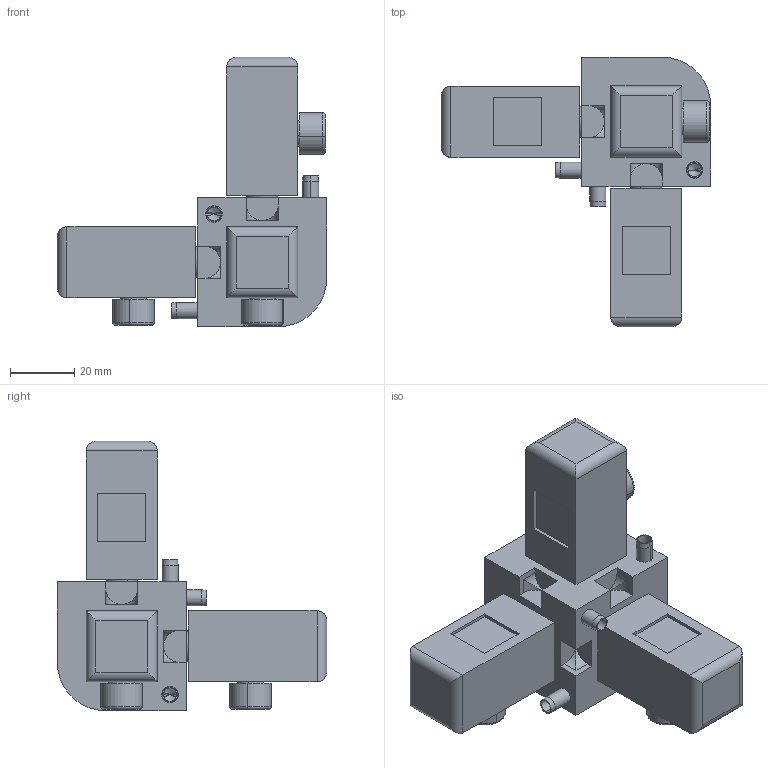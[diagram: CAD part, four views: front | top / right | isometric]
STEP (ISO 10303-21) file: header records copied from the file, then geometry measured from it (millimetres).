
FILE_DESCRIPTION(('Creo Elements/Direct Modeling STEP Export'),'2;1');
FILE_NAME('PX175449_0.stp','2022-05-04T11:33:54',(''),(''),'PTC Creo Elements/Direct Modeling STEP processor for AP214 (Solid Model)','PTC Creo Elements/Direct Modeling 19.0C 15-Aug-2015 (C) Parametric Technology GmbH','');
FILE_SCHEMA(('AUTOMOTIVE_DESIGN { 1 0 10303 214 1 1 1 1 }'));
Length unit declared in the file: millimetre
Products named in the file (6): Profileinsatz-MMS-44_Kunststoff_96.4001_PX171730.3; Eckelement-MMS-44_Abgerundet_96.4018_PX175448; Spannschraube-MMS-4455_Verbinder_96.4005_PX171732.1; Gewindebolzen-MMS-44_Eckverbinder-Hammer_96.4016_PX175419; Spiralspannstift-ISO8750_5x12-St_11792_PX174704.1; Eckelement-MMS-44_abgerundet_44.0045.6_PX175449
Assembly tree (13 placements, depth 2):
  Eckelement-MMS-44_abgerundet_44.0045.6_PX175449
    Spiralspannstift-ISO8750_5x12-St_11792_PX174704.1  x3
    Profileinsatz-MMS-44_Kunststoff_96.4001_PX171730.3  x3
    Gewindebolzen-MMS-44_Eckverbinder-Hammer_96.4016_PX175419  x3
    Spannschraube-MMS-4455_Verbinder_96.4005_PX171732.1  x3
    Eckelement-MMS-44_Abgerundet_96.4018_PX175448
Bounding box: 83.6 x 83.6 x 83.6 mm (x, y, z)
Volume: 115645.3 mm3; surface area: 36251.8 mm2
Topology: 13 solids, 13 shells, 313 faces, 733 edges, 457 vertices
Faces by surface type: plane 129, cylinder 105, cone 60, torus 12, bspline 6, sphere 1
Entity records: 5240 total; most frequent: CARTESIAN_POINT 1450, ORIENTED_EDGE 696, DIRECTION 667, EDGE_CURVE 348, AXIS2_PLACEMENT_3D 240, VERTEX_POINT 223, VECTOR 187, LINE 187
